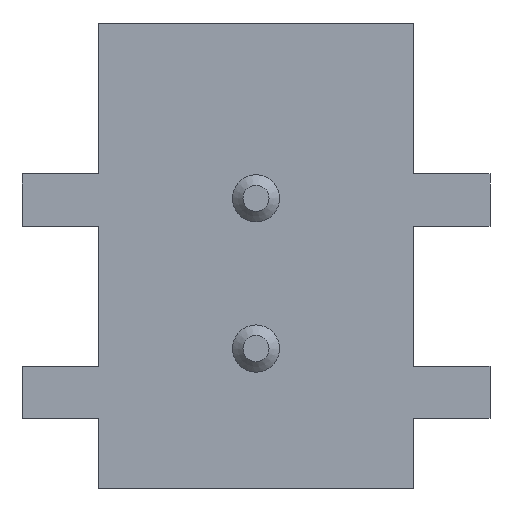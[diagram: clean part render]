
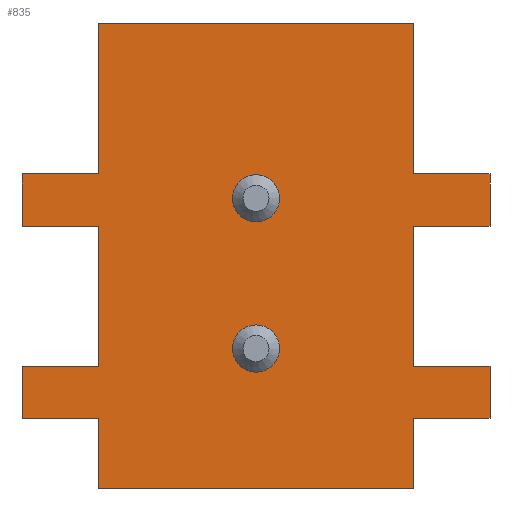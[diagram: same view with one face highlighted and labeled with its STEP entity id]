
A CAD part, front view. The second image highlights one B-rep face of the part: STEP entity #835.
In plain terms, the highlighted planar face has unit normal (0, -1, 0).
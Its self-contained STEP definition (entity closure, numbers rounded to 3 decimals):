
#22=FACE_BOUND('',#165,.T.);
#23=FACE_BOUND('',#166,.T.);
#76=PLANE('',#914);
#119=FACE_OUTER_BOUND('',#164,.T.);
#164=EDGE_LOOP('',(#743,#744,#745,#746,#747,#748,#749,#750,#751,#752,#753,
#754,#755,#756,#757,#758,#759,#760,#761,#762));
#165=EDGE_LOOP('',(#763));
#166=EDGE_LOOP('',(#764));
#178=LINE('',#1168,#268);
#182=LINE('',#1176,#272);
#186=LINE('',#1184,#276);
#195=LINE('',#1249,#285);
#199=LINE('',#1257,#289);
#202=LINE('',#1263,#292);
#206=LINE('',#1271,#296);
#209=LINE('',#1277,#299);
#212=LINE('',#1282,#302);
#214=LINE('',#1288,#304);
#218=LINE('',#1296,#308);
#221=LINE('',#1302,#311);
#225=LINE('',#1310,#315);
#228=LINE('',#1316,#318);
#231=LINE('',#1321,#321);
#241=LINE('',#1360,#331);
#256=LINE('',#1415,#346);
#257=LINE('',#1416,#347);
#258=LINE('',#1417,#348);
#259=LINE('',#1419,#349);
#268=VECTOR('',#939,10.);
#272=VECTOR('',#943,10.);
#276=VECTOR('',#947,10.);
#285=VECTOR('',#986,10.);
#289=VECTOR('',#992,10.);
#292=VECTOR('',#997,10.);
#296=VECTOR('',#1005,10.);
#299=VECTOR('',#1010,10.);
#302=VECTOR('',#1015,10.);
#304=VECTOR('',#1021,10.);
#308=VECTOR('',#1027,10.);
#311=VECTOR('',#1032,10.);
#315=VECTOR('',#1040,10.);
#318=VECTOR('',#1045,10.);
#321=VECTOR('',#1050,10.);
#331=VECTOR('',#1094,10.);
#346=VECTOR('',#1127,10.);
#347=VECTOR('',#1128,10.);
#348=VECTOR('',#1129,10.);
#349=VECTOR('',#1132,10.);
#365=CIRCLE('',#893,0.675);
#368=CIRCLE('',#899,0.675);
#381=VERTEX_POINT('',#1165);
#382=VERTEX_POINT('',#1167);
#385=VERTEX_POINT('',#1173);
#386=VERTEX_POINT('',#1175);
#389=VERTEX_POINT('',#1181);
#390=VERTEX_POINT('',#1183);
#403=VERTEX_POINT('',#1247);
#404=VERTEX_POINT('',#1248);
#407=VERTEX_POINT('',#1256);
#409=VERTEX_POINT('',#1262);
#411=VERTEX_POINT('',#1270);
#413=VERTEX_POINT('',#1276);
#415=VERTEX_POINT('',#1286);
#416=VERTEX_POINT('',#1287);
#419=VERTEX_POINT('',#1295);
#421=VERTEX_POINT('',#1301);
#423=VERTEX_POINT('',#1309);
#425=VERTEX_POINT('',#1315);
#429=VERTEX_POINT('',#1331);
#432=VERTEX_POINT('',#1342);
#438=VERTEX_POINT('',#1358);
#447=VERTEX_POINT('',#1413);
#457=EDGE_CURVE('',#382,#381,#178,.T.);
#461=EDGE_CURVE('',#386,#385,#182,.T.);
#465=EDGE_CURVE('',#390,#389,#186,.T.);
#483=EDGE_CURVE('',#403,#404,#195,.T.);
#487=EDGE_CURVE('',#404,#407,#199,.T.);
#490=EDGE_CURVE('',#407,#409,#202,.T.);
#494=EDGE_CURVE('',#389,#411,#206,.T.);
#497=EDGE_CURVE('',#411,#413,#209,.T.);
#500=EDGE_CURVE('',#413,#386,#212,.T.);
#502=EDGE_CURVE('',#415,#416,#214,.T.);
#506=EDGE_CURVE('',#416,#419,#218,.T.);
#509=EDGE_CURVE('',#419,#421,#221,.T.);
#513=EDGE_CURVE('',#385,#423,#225,.T.);
#516=EDGE_CURVE('',#423,#425,#228,.T.);
#519=EDGE_CURVE('',#425,#382,#231,.T.);
#525=EDGE_CURVE('',#429,#429,#365,.T.);
#530=EDGE_CURVE('',#432,#432,#368,.T.);
#537=EDGE_CURVE('',#381,#438,#241,.T.);
#555=EDGE_CURVE('',#421,#447,#256,.T.);
#556=EDGE_CURVE('',#409,#415,#257,.T.);
#557=EDGE_CURVE('',#438,#403,#258,.T.);
#558=EDGE_CURVE('',#447,#390,#259,.T.);
#743=ORIENTED_EDGE('',*,*,#557,.T.);
#744=ORIENTED_EDGE('',*,*,#483,.T.);
#745=ORIENTED_EDGE('',*,*,#487,.T.);
#746=ORIENTED_EDGE('',*,*,#490,.T.);
#747=ORIENTED_EDGE('',*,*,#556,.T.);
#748=ORIENTED_EDGE('',*,*,#502,.T.);
#749=ORIENTED_EDGE('',*,*,#506,.T.);
#750=ORIENTED_EDGE('',*,*,#509,.T.);
#751=ORIENTED_EDGE('',*,*,#555,.T.);
#752=ORIENTED_EDGE('',*,*,#558,.T.);
#753=ORIENTED_EDGE('',*,*,#465,.T.);
#754=ORIENTED_EDGE('',*,*,#494,.T.);
#755=ORIENTED_EDGE('',*,*,#497,.T.);
#756=ORIENTED_EDGE('',*,*,#500,.T.);
#757=ORIENTED_EDGE('',*,*,#461,.T.);
#758=ORIENTED_EDGE('',*,*,#513,.T.);
#759=ORIENTED_EDGE('',*,*,#516,.T.);
#760=ORIENTED_EDGE('',*,*,#519,.T.);
#761=ORIENTED_EDGE('',*,*,#457,.T.);
#762=ORIENTED_EDGE('',*,*,#537,.T.);
#763=ORIENTED_EDGE('',*,*,#525,.T.);
#764=ORIENTED_EDGE('',*,*,#530,.T.);
#835=ADVANCED_FACE('',(#119,#22,#23),#76,.F.);
#893=AXIS2_PLACEMENT_3D('',#1333,#1064,#1065);
#899=AXIS2_PLACEMENT_3D('',#1344,#1078,#1079);
#914=AXIS2_PLACEMENT_3D('',#1418,#1130,#1131);
#939=DIRECTION('',(0.,0.,-1.));
#943=DIRECTION('',(0.,0.,-1.));
#947=DIRECTION('',(0.,0.,-1.));
#986=DIRECTION('',(1.,0.,0.));
#992=DIRECTION('',(0.,0.,1.));
#997=DIRECTION('',(-1.,0.,0.));
#1005=DIRECTION('',(-1.,0.,0.));
#1010=DIRECTION('',(0.,0.,-1.));
#1015=DIRECTION('',(1.,0.,0.));
#1021=DIRECTION('',(1.,0.,0.));
#1027=DIRECTION('',(0.,0.,1.));
#1032=DIRECTION('',(-1.,0.,0.));
#1040=DIRECTION('',(-1.,0.,0.));
#1045=DIRECTION('',(0.,0.,-1.));
#1050=DIRECTION('',(1.,0.,0.));
#1064=DIRECTION('center_axis',(0.,1.,0.));
#1065=DIRECTION('ref_axis',(1.,0.,0.));
#1078=DIRECTION('center_axis',(0.,1.,0.));
#1079=DIRECTION('ref_axis',(1.,0.,0.));
#1094=DIRECTION('',(1.,0.,0.));
#1127=DIRECTION('',(0.,0.,1.));
#1128=DIRECTION('',(0.,0.,1.));
#1129=DIRECTION('',(0.,0.,1.));
#1130=DIRECTION('center_axis',(0.,1.,0.));
#1131=DIRECTION('ref_axis',(1.,0.,0.));
#1132=DIRECTION('',(-1.,0.,0.));
#1165=CARTESIAN_POINT('',(-4.5,0.,-6.65));
#1167=CARTESIAN_POINT('',(-4.5,0.,-4.65));
#1168=CARTESIAN_POINT('',(-4.5,0.,6.65));
#1173=CARTESIAN_POINT('',(-4.5,0.,-3.15));
#1175=CARTESIAN_POINT('',(-4.5,0.,0.85));
#1176=CARTESIAN_POINT('',(-4.5,0.,6.65));
#1181=CARTESIAN_POINT('',(-4.5,0.,2.35));
#1183=CARTESIAN_POINT('',(-4.5,0.,6.65));
#1184=CARTESIAN_POINT('',(-4.5,0.,6.65));
#1247=CARTESIAN_POINT('',(4.5,0.,-4.65));
#1248=CARTESIAN_POINT('',(6.7,0.,-4.65));
#1249=CARTESIAN_POINT('',(-6.7,0.,-4.65));
#1256=CARTESIAN_POINT('',(6.7,0.,-3.15));
#1257=CARTESIAN_POINT('',(6.7,0.,-4.65));
#1262=CARTESIAN_POINT('',(4.5,0.,-3.15));
#1263=CARTESIAN_POINT('',(6.7,0.,-3.15));
#1270=CARTESIAN_POINT('',(-6.7,0.,2.35));
#1271=CARTESIAN_POINT('',(6.7,0.,2.35));
#1276=CARTESIAN_POINT('',(-6.7,0.,0.85));
#1277=CARTESIAN_POINT('',(-6.7,0.,2.35));
#1282=CARTESIAN_POINT('',(-6.7,0.,0.85));
#1286=CARTESIAN_POINT('',(4.5,0.,0.85));
#1287=CARTESIAN_POINT('',(6.7,0.,0.85));
#1288=CARTESIAN_POINT('',(-6.7,0.,0.85));
#1295=CARTESIAN_POINT('',(6.7,0.,2.35));
#1296=CARTESIAN_POINT('',(6.7,0.,0.85));
#1301=CARTESIAN_POINT('',(4.5,0.,2.35));
#1302=CARTESIAN_POINT('',(6.7,0.,2.35));
#1309=CARTESIAN_POINT('',(-6.7,0.,-3.15));
#1310=CARTESIAN_POINT('',(6.7,0.,-3.15));
#1315=CARTESIAN_POINT('',(-6.7,0.,-4.65));
#1316=CARTESIAN_POINT('',(-6.7,0.,-3.15));
#1321=CARTESIAN_POINT('',(-6.7,0.,-4.65));
#1331=CARTESIAN_POINT('',(-0.675,0.,-2.65));
#1333=CARTESIAN_POINT('Origin',(0.,0.,-2.65));
#1342=CARTESIAN_POINT('',(-0.675,0.,1.65));
#1344=CARTESIAN_POINT('Origin',(0.,0.,1.65));
#1358=CARTESIAN_POINT('',(4.5,0.,-6.65));
#1360=CARTESIAN_POINT('',(-4.5,0.,-6.65));
#1413=CARTESIAN_POINT('',(4.5,0.,6.65));
#1415=CARTESIAN_POINT('',(4.5,0.,-8.05));
#1416=CARTESIAN_POINT('',(4.5,0.,-8.05));
#1417=CARTESIAN_POINT('',(4.5,0.,-8.05));
#1418=CARTESIAN_POINT('Origin',(0.,0.,0.));
#1419=CARTESIAN_POINT('',(4.5,0.,6.65));
